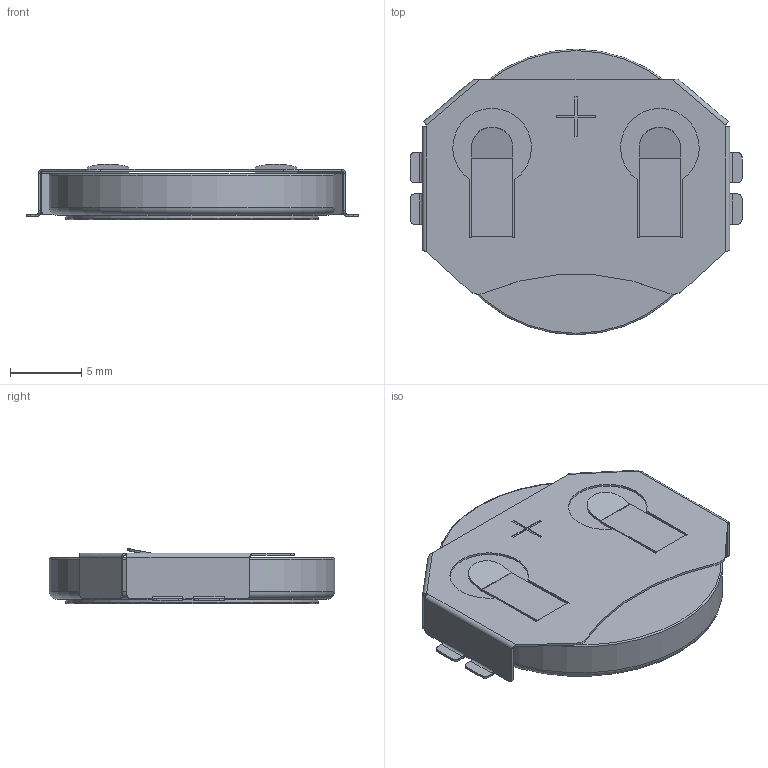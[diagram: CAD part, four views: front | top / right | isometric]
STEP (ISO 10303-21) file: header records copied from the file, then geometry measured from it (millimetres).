
FILE_DESCRIPTION(/* description */ (''),/* implementation_level */ '2;1');
FILE_NAME(/* name */ 'CR2032_closed_battery.step',/* time_stamp */ '2019-01-03T19:43:18+01:00',/* author */ ('marijo.blazevic0'),/* organization */ (''),/* preprocessor_version */ 'ST-DEVELOPER v17.2',/* originating_system */ 'Autodesk Translation Framework v7.6.0.251',/* authorisation */ '');
FILE_SCHEMA (('AUTOMOTIVE_DESIGN { 1 0 10303 214 3 1 1 }'));
Length unit declared in the file: millimetre
Products named in the file (3): cr2032 BH; cr2032 smd holder; CR2032 battery
Assembly tree (2 placements, depth 2):
  cr2032 BH
    cr2032 smd holder
    CR2032 battery
Bounding box: 23.25 x 20 x 3.86 mm (x, y, z)
Volume: 1029.1 mm3; surface area: 1532.5 mm2
Topology: 2 solids, 2 shells, 202 faces, 498 edges, 302 vertices
Faces by surface type: plane 141, cylinder 51, bspline 6, torus 4
Full cylindrical faces by diameter (mm): 17.7 x1, 20 x1
Entity records: 6078 total; most frequent: CARTESIAN_POINT 1183, ORIENTED_EDGE 996, DIRECTION 996, EDGE_CURVE 498, LINE 374, VECTOR 374, AXIS2_PLACEMENT_3D 311, VERTEX_POINT 302
